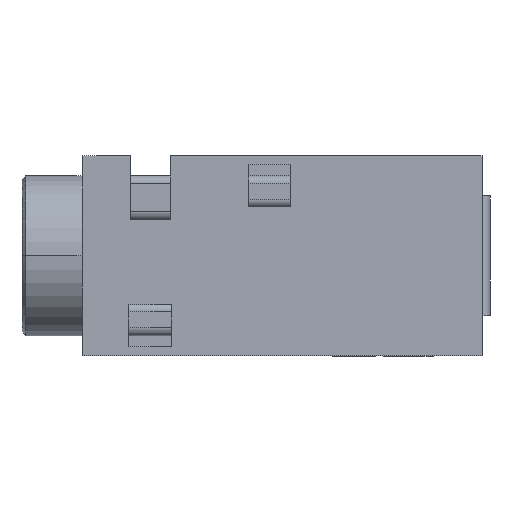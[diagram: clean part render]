
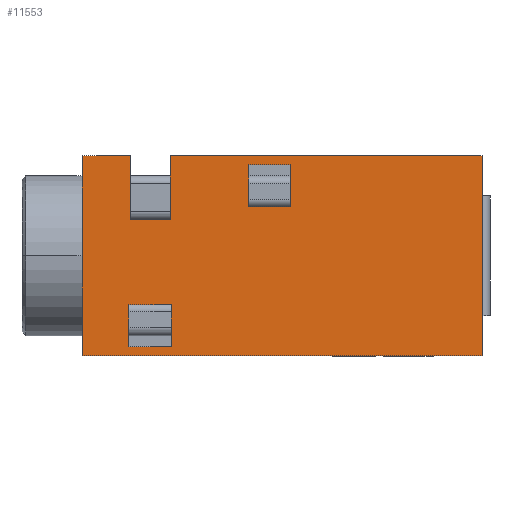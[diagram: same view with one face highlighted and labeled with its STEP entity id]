
A CAD part, top view. The second image highlights one B-rep face of the part: STEP entity #11553.
In plain terms, the highlighted planar face has unit normal (0, 0, 1).
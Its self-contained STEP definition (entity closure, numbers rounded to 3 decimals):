
#95 = CARTESIAN_POINT ( 'NONE',  ( -2.8, 0.9, 2. ) ) ;
#504 = CARTESIAN_POINT ( 'NONE',  ( -3.825, -2.275, 2. ) ) ;
#859 = VECTOR ( 'NONE', #15867, 1000. ) ;
#867 = VERTEX_POINT ( 'NONE', #6289 ) ;
#955 = EDGE_CURVE ( 'NONE', #2730, #6942, #13468, .T. ) ;
#1021 = DIRECTION ( 'NONE',  ( 0., 1., 0. ) ) ;
#1087 = CARTESIAN_POINT ( 'NONE',  ( 0.225, 2.275, 2. ) ) ;
#1140 = VERTEX_POINT ( 'NONE', #1147 ) ;
#1147 = CARTESIAN_POINT ( 'NONE',  ( -2.775, -1.225, 2. ) ) ;
#1258 = LINE ( 'NONE', #1087, #3960 ) ;
#1334 = DIRECTION ( 'NONE',  ( -1., 0., 0. ) ) ;
#1397 = LINE ( 'NONE', #14650, #859 ) ;
#1601 = VECTOR ( 'NONE', #14620, 1000. ) ;
#1618 = ORIENTED_EDGE ( 'NONE', *, *, #5411, .F. ) ;
#1712 = EDGE_CURVE ( 'NONE', #6660, #14647, #10196, .T. ) ;
#2009 = EDGE_CURVE ( 'NONE', #6622, #2730, #15711, .T. ) ;
#2306 = ORIENTED_EDGE ( 'NONE', *, *, #14340, .F. ) ;
#2562 = LINE ( 'NONE', #17047, #16935 ) ;
#2730 = VERTEX_POINT ( 'NONE', #14365 ) ;
#2749 = ORIENTED_EDGE ( 'NONE', *, *, #5578, .T. ) ;
#2772 = LINE ( 'NONE', #6703, #3972 ) ;
#2944 = EDGE_CURVE ( 'NONE', #12283, #16976, #9997, .T. ) ;
#3070 = EDGE_LOOP ( 'NONE', ( #7932, #11924, #3658, #13961, #12128, #8347, #6865, #2749, #15640 ) ) ;
#3143 = DIRECTION ( 'NONE',  ( -1., 0., 0. ) ) ;
#3501 = DIRECTION ( 'NONE',  ( 0., 1., 0. ) ) ;
#3522 = CARTESIAN_POINT ( 'NONE',  ( -5., 0., 2. ) ) ;
#3596 = FACE_BOUND ( 'NONE', #4802, .T. ) ;
#3658 = ORIENTED_EDGE ( 'NONE', *, *, #8751, .F. ) ;
#3923 = LINE ( 'NONE', #15727, #3987 ) ;
#3952 = EDGE_CURVE ( 'NONE', #9463, #6339, #6634, .T. ) ;
#3960 = VECTOR ( 'NONE', #5243, 1000. ) ;
#3972 = VECTOR ( 'NONE', #6795, 1000. ) ;
#3987 = VECTOR ( 'NONE', #14423, 1000. ) ;
#4024 = ORIENTED_EDGE ( 'NONE', *, *, #9096, .F. ) ;
#4046 = CARTESIAN_POINT ( 'NONE',  ( -2.8, 2.5, 2. ) ) ;
#4097 = VECTOR ( 'NONE', #15291, 1000. ) ;
#4391 = LINE ( 'NONE', #7285, #4097 ) ;
#4802 = EDGE_LOOP ( 'NONE', ( #4024, #13010, #1618, #12981 ) ) ;
#4898 = DIRECTION ( 'NONE',  ( 0., 0., 1. ) ) ;
#4993 = ORIENTED_EDGE ( 'NONE', *, *, #14599, .F. ) ;
#5005 = DIRECTION ( 'NONE',  ( 1., 0., 0. ) ) ;
#5243 = DIRECTION ( 'NONE',  ( 0., 1., 0. ) ) ;
#5308 = VECTOR ( 'NONE', #5005, 1000. ) ;
#5337 = CARTESIAN_POINT ( 'NONE',  ( 5., -2.5, 2. ) ) ;
#5411 = EDGE_CURVE ( 'NONE', #867, #13854, #14708, .T. ) ;
#5495 = EDGE_CURVE ( 'NONE', #1140, #867, #4391, .T. ) ;
#5578 = EDGE_CURVE ( 'NONE', #16860, #9463, #12782, .T. ) ;
#5948 = EDGE_CURVE ( 'NONE', #13854, #16431, #6258, .T. ) ;
#6025 = EDGE_CURVE ( 'NONE', #16261, #12269, #8284, .T. ) ;
#6197 = EDGE_CURVE ( 'NONE', #14647, #6339, #2562, .T. ) ;
#6258 = LINE ( 'NONE', #8993, #10840 ) ;
#6289 = CARTESIAN_POINT ( 'NONE',  ( -3.825, -1.225, 2. ) ) ;
#6339 = VERTEX_POINT ( 'NONE', #4046 ) ;
#6390 = FACE_OUTER_BOUND ( 'NONE', #3070, .T. ) ;
#6622 = VERTEX_POINT ( 'NONE', #13656 ) ;
#6634 = LINE ( 'NONE', #12247, #16809 ) ;
#6660 = VERTEX_POINT ( 'NONE', #8325 ) ;
#6703 = CARTESIAN_POINT ( 'NONE',  ( -0.825, 2.275, 2. ) ) ;
#6795 = DIRECTION ( 'NONE',  ( 0., -1., 0. ) ) ;
#6865 = ORIENTED_EDGE ( 'NONE', *, *, #13289, .T. ) ;
#6942 = VERTEX_POINT ( 'NONE', #3522 ) ;
#6959 = DIRECTION ( 'NONE',  ( 1., 0., 0. ) ) ;
#7285 = CARTESIAN_POINT ( 'NONE',  ( -3.825, -1.225, 2. ) ) ;
#7408 = CARTESIAN_POINT ( 'NONE',  ( 5., 2.5, 2. ) ) ;
#7500 = EDGE_CURVE ( 'NONE', #6942, #10448, #1397, .T. ) ;
#7642 = VECTOR ( 'NONE', #3143, 1000. ) ;
#7871 = DIRECTION ( 'NONE',  ( -1., 0., 0. ) ) ;
#7932 = ORIENTED_EDGE ( 'NONE', *, *, #6197, .F. ) ;
#8053 = CARTESIAN_POINT ( 'NONE',  ( 5., 2.5, 2. ) ) ;
#8284 = LINE ( 'NONE', #13696, #14987 ) ;
#8325 = CARTESIAN_POINT ( 'NONE',  ( -3.8, 0.9, 2. ) ) ;
#8347 = ORIENTED_EDGE ( 'NONE', *, *, #7500, .T. ) ;
#8605 = CARTESIAN_POINT ( 'NONE',  ( 0.225, 1.225, 2. ) ) ;
#8751 = EDGE_CURVE ( 'NONE', #6622, #6660, #15997, .T. ) ;
#8917 = CARTESIAN_POINT ( 'NONE',  ( -0.825, 2.275, 2. ) ) ;
#8993 = CARTESIAN_POINT ( 'NONE',  ( -3.825, -2.275, 2. ) ) ;
#9096 = EDGE_CURVE ( 'NONE', #16431, #1140, #3923, .T. ) ;
#9170 = CARTESIAN_POINT ( 'NONE',  ( -5., 2.5, 2. ) ) ;
#9291 = EDGE_LOOP ( 'NONE', ( #2306, #16075, #4993, #14922 ) ) ;
#9297 = DIRECTION ( 'NONE',  ( 0., -1., 0. ) ) ;
#9463 = VERTEX_POINT ( 'NONE', #7408 ) ;
#9740 = CARTESIAN_POINT ( 'NONE',  ( -0.825, 2.275, 2. ) ) ;
#9852 = CARTESIAN_POINT ( 'NONE',  ( 0.225, 2.275, 2. ) ) ;
#9997 = LINE ( 'NONE', #9740, #7642 ) ;
#10196 = LINE ( 'NONE', #10284, #5308 ) ;
#10284 = CARTESIAN_POINT ( 'NONE',  ( -3.8, 0.9, 2. ) ) ;
#10355 = VECTOR ( 'NONE', #14450, 1000. ) ;
#10448 = VERTEX_POINT ( 'NONE', #12675 ) ;
#10461 = LINE ( 'NONE', #15748, #10355 ) ;
#10840 = VECTOR ( 'NONE', #11608, 1000. ) ;
#10853 = CARTESIAN_POINT ( 'NONE',  ( -5., 2.5, 2. ) ) ;
#10929 = CARTESIAN_POINT ( 'NONE',  ( -2.775, -2.275, 2. ) ) ;
#11553 = ADVANCED_FACE ( 'NONE', ( #3596, #15561, #6390 ), #14363, .T. ) ;
#11575 = CARTESIAN_POINT ( 'NONE',  ( 0., 0., 2. ) ) ;
#11608 = DIRECTION ( 'NONE',  ( 1., 0., 0. ) ) ;
#11924 = ORIENTED_EDGE ( 'NONE', *, *, #1712, .F. ) ;
#12128 = ORIENTED_EDGE ( 'NONE', *, *, #955, .T. ) ;
#12191 = CARTESIAN_POINT ( 'NONE',  ( -3.825, -1.225, 2. ) ) ;
#12247 = CARTESIAN_POINT ( 'NONE',  ( -5., 2.5, 2. ) ) ;
#12260 = VECTOR ( 'NONE', #16142, 1000. ) ;
#12269 = VERTEX_POINT ( 'NONE', #8605 ) ;
#12283 = VERTEX_POINT ( 'NONE', #9852 ) ;
#12309 = VECTOR ( 'NONE', #7871, 1000. ) ;
#12675 = CARTESIAN_POINT ( 'NONE',  ( -5., -2.5, 2. ) ) ;
#12782 = LINE ( 'NONE', #8053, #17178 ) ;
#12878 = DIRECTION ( 'NONE',  ( 1., 0., 0. ) ) ;
#12981 = ORIENTED_EDGE ( 'NONE', *, *, #5495, .F. ) ;
#13010 = ORIENTED_EDGE ( 'NONE', *, *, #5948, .F. ) ;
#13289 = EDGE_CURVE ( 'NONE', #10448, #16860, #10461, .T. ) ;
#13468 = LINE ( 'NONE', #10853, #12260 ) ;
#13656 = CARTESIAN_POINT ( 'NONE',  ( -3.8, 2.5, 2. ) ) ;
#13696 = CARTESIAN_POINT ( 'NONE',  ( -0.825, 1.225, 2. ) ) ;
#13854 = VERTEX_POINT ( 'NONE', #504 ) ;
#13961 = ORIENTED_EDGE ( 'NONE', *, *, #2009, .T. ) ;
#14340 = EDGE_CURVE ( 'NONE', #12269, #12283, #1258, .T. ) ;
#14363 = PLANE ( 'NONE',  #15022 ) ;
#14365 = CARTESIAN_POINT ( 'NONE',  ( -5., 2.5, 2. ) ) ;
#14423 = DIRECTION ( 'NONE',  ( 0., 1., 0. ) ) ;
#14450 = DIRECTION ( 'NONE',  ( 1., 0., 0. ) ) ;
#14493 = CARTESIAN_POINT ( 'NONE',  ( -0.825, 1.225, 2. ) ) ;
#14599 = EDGE_CURVE ( 'NONE', #16976, #16261, #2772, .T. ) ;
#14620 = DIRECTION ( 'NONE',  ( 0., -1., 0. ) ) ;
#14647 = VERTEX_POINT ( 'NONE', #95 ) ;
#14650 = CARTESIAN_POINT ( 'NONE',  ( -5., 2.5, 2. ) ) ;
#14708 = LINE ( 'NONE', #12191, #1601 ) ;
#14922 = ORIENTED_EDGE ( 'NONE', *, *, #2944, .F. ) ;
#14987 = VECTOR ( 'NONE', #6959, 1000. ) ;
#15022 = AXIS2_PLACEMENT_3D ( 'NONE', #11575, #4898, #12878 ) ;
#15291 = DIRECTION ( 'NONE',  ( -1., 0., 0. ) ) ;
#15561 = FACE_BOUND ( 'NONE', #9291, .T. ) ;
#15640 = ORIENTED_EDGE ( 'NONE', *, *, #3952, .T. ) ;
#15711 = LINE ( 'NONE', #9170, #12309 ) ;
#15727 = CARTESIAN_POINT ( 'NONE',  ( -2.775, -1.225, 2. ) ) ;
#15748 = CARTESIAN_POINT ( 'NONE',  ( -5., -2.5, 2. ) ) ;
#15867 = DIRECTION ( 'NONE',  ( 0., -1., 0. ) ) ;
#15913 = CARTESIAN_POINT ( 'NONE',  ( -3.8, 0.9, 2. ) ) ;
#15959 = VECTOR ( 'NONE', #9297, 1000. ) ;
#15997 = LINE ( 'NONE', #15913, #15959 ) ;
#16075 = ORIENTED_EDGE ( 'NONE', *, *, #6025, .F. ) ;
#16142 = DIRECTION ( 'NONE',  ( 0., -1., 0. ) ) ;
#16261 = VERTEX_POINT ( 'NONE', #14493 ) ;
#16431 = VERTEX_POINT ( 'NONE', #10929 ) ;
#16809 = VECTOR ( 'NONE', #1334, 1000. ) ;
#16860 = VERTEX_POINT ( 'NONE', #5337 ) ;
#16935 = VECTOR ( 'NONE', #1021, 1000. ) ;
#16976 = VERTEX_POINT ( 'NONE', #8917 ) ;
#17047 = CARTESIAN_POINT ( 'NONE',  ( -2.8, 0.9, 2. ) ) ;
#17178 = VECTOR ( 'NONE', #3501, 1000. ) ;
